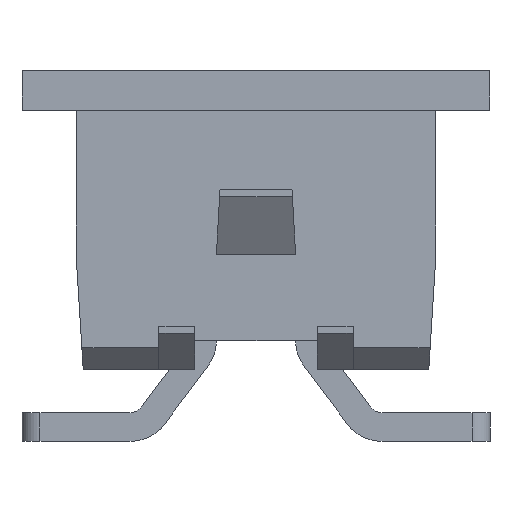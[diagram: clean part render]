
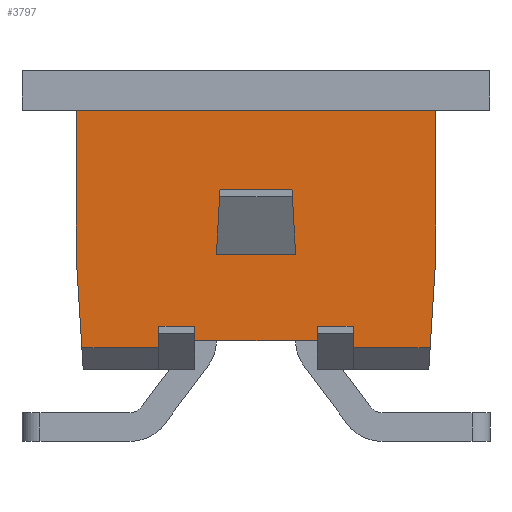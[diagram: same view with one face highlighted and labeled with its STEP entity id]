
A CAD part, left-side view. The second image highlights one B-rep face of the part: STEP entity #3797.
In plain terms, the highlighted planar face has unit normal (-1, 0, 0).
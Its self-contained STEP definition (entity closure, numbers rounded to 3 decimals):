
#231=ORIENTED_EDGE('',*,*,#1311,.T.);
#232=ORIENTED_EDGE('',*,*,#1291,.T.);
#233=ORIENTED_EDGE('',*,*,#1312,.F.);
#234=ORIENTED_EDGE('',*,*,#1299,.F.);
#235=ORIENTED_EDGE('',*,*,#1313,.T.);
#236=ORIENTED_EDGE('',*,*,#1314,.T.);
#237=ORIENTED_EDGE('',*,*,#1315,.F.);
#238=ORIENTED_EDGE('',*,*,#1316,.T.);
#239=ORIENTED_EDGE('',*,*,#1317,.F.);
#240=ORIENTED_EDGE('',*,*,#1318,.F.);
#241=ORIENTED_EDGE('',*,*,#1319,.T.);
#242=ORIENTED_EDGE('',*,*,#1320,.T.);
#243=ORIENTED_EDGE('',*,*,#1321,.F.);
#244=ORIENTED_EDGE('',*,*,#1322,.F.);
#245=ORIENTED_EDGE('',*,*,#1323,.F.);
#246=ORIENTED_EDGE('',*,*,#1324,.T.);
#247=ORIENTED_EDGE('',*,*,#1325,.T.);
#248=ORIENTED_EDGE('',*,*,#1326,.T.);
#1291=EDGE_CURVE('',#1827,#1828,#2203,.T.);
#1299=EDGE_CURVE('',#1833,#1834,#2211,.T.);
#1311=EDGE_CURVE('',#1833,#1827,#2223,.T.);
#1312=EDGE_CURVE('',#1834,#1828,#2224,.T.);
#1313=EDGE_CURVE('',#1843,#1844,#2225,.T.);
#1314=EDGE_CURVE('',#1844,#1845,#2226,.T.);
#1315=EDGE_CURVE('',#1846,#1845,#2227,.T.);
#1316=EDGE_CURVE('',#1846,#1847,#2228,.T.);
#1317=EDGE_CURVE('',#1848,#1847,#2229,.T.);
#1318=EDGE_CURVE('',#1849,#1848,#2230,.T.);
#1319=EDGE_CURVE('',#1849,#1850,#2231,.T.);
#1320=EDGE_CURVE('',#1850,#1851,#2232,.T.);
#1321=EDGE_CURVE('',#1852,#1851,#2233,.T.);
#1322=EDGE_CURVE('',#1853,#1852,#2234,.T.);
#1323=EDGE_CURVE('',#1854,#1853,#2235,.T.);
#1324=EDGE_CURVE('',#1854,#1855,#2236,.T.);
#1325=EDGE_CURVE('',#1855,#1856,#2237,.T.);
#1326=EDGE_CURVE('',#1856,#1843,#2238,.T.);
#1827=VERTEX_POINT('',#5399);
#1828=VERTEX_POINT('',#5400);
#1833=VERTEX_POINT('',#5414);
#1834=VERTEX_POINT('',#5416);
#1843=VERTEX_POINT('',#5443);
#1844=VERTEX_POINT('',#5444);
#1845=VERTEX_POINT('',#5446);
#1846=VERTEX_POINT('',#5448);
#1847=VERTEX_POINT('',#5450);
#1848=VERTEX_POINT('',#5452);
#1849=VERTEX_POINT('',#5454);
#1850=VERTEX_POINT('',#5456);
#1851=VERTEX_POINT('',#5458);
#1852=VERTEX_POINT('',#5460);
#1853=VERTEX_POINT('',#5462);
#1854=VERTEX_POINT('',#5464);
#1855=VERTEX_POINT('',#5466);
#1856=VERTEX_POINT('',#5468);
#2203=LINE('',#5398,#2725);
#2211=LINE('',#5415,#2733);
#2223=LINE('',#5440,#2745);
#2224=LINE('',#5441,#2746);
#2225=LINE('',#5442,#2747);
#2226=LINE('',#5445,#2748);
#2227=LINE('',#5447,#2749);
#2228=LINE('',#5449,#2750);
#2229=LINE('',#5451,#2751);
#2230=LINE('',#5453,#2752);
#2231=LINE('',#5455,#2753);
#2232=LINE('',#5457,#2754);
#2233=LINE('',#5459,#2755);
#2234=LINE('',#5461,#2756);
#2235=LINE('',#5463,#2757);
#2236=LINE('',#5465,#2758);
#2237=LINE('',#5467,#2759);
#2238=LINE('',#5469,#2760);
#2725=VECTOR('',#4366,1000.);
#2733=VECTOR('',#4378,1000.);
#2745=VECTOR('',#4398,1000.);
#2746=VECTOR('',#4399,1000.);
#2747=VECTOR('',#4400,1000.);
#2748=VECTOR('',#4401,1000.);
#2749=VECTOR('',#4402,1000.);
#2750=VECTOR('',#4403,1000.);
#2751=VECTOR('',#4404,1000.);
#2752=VECTOR('',#4405,1000.);
#2753=VECTOR('',#4406,1000.);
#2754=VECTOR('',#4407,1000.);
#2755=VECTOR('',#4408,1000.);
#2756=VECTOR('',#4409,1000.);
#2757=VECTOR('',#4410,1000.);
#2758=VECTOR('',#4411,1000.);
#2759=VECTOR('',#4412,1000.);
#2760=VECTOR('',#4413,1000.);
#3193=EDGE_LOOP('',(#231,#232,#233,#234));
#3194=EDGE_LOOP('',(#235,#236,#237,#238,#239,#240,#241,#242,#243,#244,#245,
#246,#247,#248));
#3405=FACE_BOUND('',#3193,.T.);
#3406=FACE_BOUND('',#3194,.T.);
#3617=PLANE('',#4029);
#3797=ADVANCED_FACE('',(#3405,#3406),#3617,.F.);
#4029=AXIS2_PLACEMENT_3D('',#5439,#4396,#4397);
#4366=DIRECTION('',(0.,1.,0.));
#4378=DIRECTION('',(0.,1.,0.));
#4396=DIRECTION('',(1.,0.,0.));
#4397=DIRECTION('',(0.,0.,-1.));
#4398=DIRECTION('',(0.,-0.055,-0.998));
#4399=DIRECTION('',(0.,0.055,-0.998));
#4400=DIRECTION('',(0.,0.,1.));
#4401=DIRECTION('',(0.,-1.,0.));
#4402=DIRECTION('',(0.,0.,1.));
#4403=DIRECTION('',(0.,-1.,0.));
#4404=DIRECTION('',(0.,0.,-1.));
#4405=DIRECTION('',(0.,1.,0.));
#4406=DIRECTION('',(0.,0.,-1.));
#4407=DIRECTION('',(0.,-1.,0.));
#4408=DIRECTION('',(0.,0.062,-0.998));
#4409=DIRECTION('',(0.,0.,-1.));
#4410=DIRECTION('',(0.,-1.,0.));
#4411=DIRECTION('',(0.,0.,-1.));
#4412=DIRECTION('',(0.,-0.062,-0.998));
#4413=DIRECTION('',(0.,-1.,0.));
#5398=CARTESIAN_POINT('',(-6.095,-0.55,1.6));
#5399=CARTESIAN_POINT('',(-6.095,-0.55,1.6));
#5400=CARTESIAN_POINT('',(-6.095,0.55,1.6));
#5414=CARTESIAN_POINT('',(-6.095,-0.5,2.5));
#5415=CARTESIAN_POINT('',(-6.095,-0.55,2.5));
#5416=CARTESIAN_POINT('',(-6.095,0.5,2.5));
#5439=CARTESIAN_POINT('',(-6.095,2.5,3.6));
#5440=CARTESIAN_POINT('',(-6.095,-0.5,2.5));
#5441=CARTESIAN_POINT('',(-6.095,0.5,2.5));
#5442=CARTESIAN_POINT('',(-6.095,1.35,0.3));
#5443=CARTESIAN_POINT('',(-6.095,1.35,0.3));
#5444=CARTESIAN_POINT('',(-6.095,1.35,0.6));
#5445=CARTESIAN_POINT('',(-6.095,1.35,0.6));
#5446=CARTESIAN_POINT('',(-6.095,0.85,0.6));
#5447=CARTESIAN_POINT('',(-6.095,0.85,0.3));
#5448=CARTESIAN_POINT('',(-6.095,0.85,0.4));
#5449=CARTESIAN_POINT('',(-6.095,2.5,0.4));
#5450=CARTESIAN_POINT('',(-6.095,-0.85,0.4));
#5451=CARTESIAN_POINT('',(-6.095,-0.85,0.6));
#5452=CARTESIAN_POINT('',(-6.095,-0.85,0.6));
#5453=CARTESIAN_POINT('',(-6.095,-1.35,0.6));
#5454=CARTESIAN_POINT('',(-6.095,-1.35,0.6));
#5455=CARTESIAN_POINT('',(-6.095,-1.35,0.6));
#5456=CARTESIAN_POINT('',(-6.095,-1.35,0.3));
#5457=CARTESIAN_POINT('',(-6.095,2.5,0.3));
#5458=CARTESIAN_POINT('',(-6.095,-2.419,0.3));
#5459=CARTESIAN_POINT('',(-6.095,-2.605,3.281));
#5460=CARTESIAN_POINT('',(-6.095,-2.5,1.6));
#5461=CARTESIAN_POINT('',(-6.095,-2.5,3.6));
#5462=CARTESIAN_POINT('',(-6.095,-2.5,3.6));
#5463=CARTESIAN_POINT('',(-6.095,2.5,3.6));
#5464=CARTESIAN_POINT('',(-6.095,2.5,3.6));
#5465=CARTESIAN_POINT('',(-6.095,2.5,3.6));
#5466=CARTESIAN_POINT('',(-6.095,2.5,1.6));
#5467=CARTESIAN_POINT('',(-6.095,2.625,3.592));
#5468=CARTESIAN_POINT('',(-6.095,2.419,0.3));
#5469=CARTESIAN_POINT('',(-6.095,2.5,0.3));
